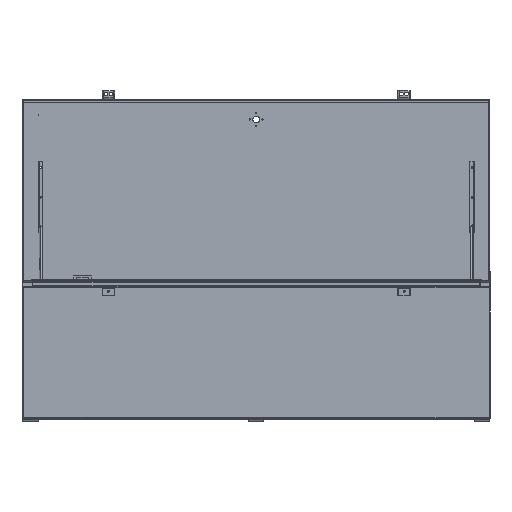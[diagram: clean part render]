
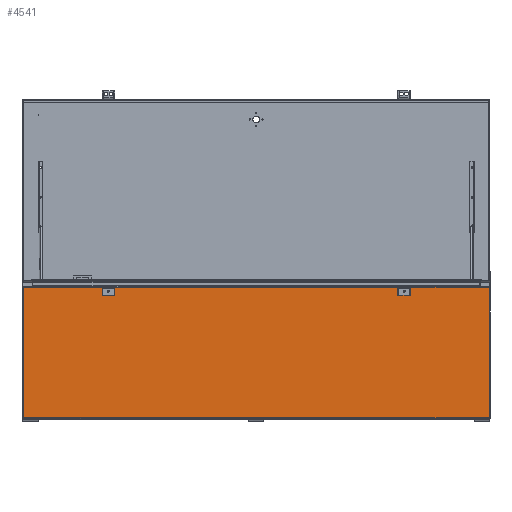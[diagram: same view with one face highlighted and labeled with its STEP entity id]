
A CAD part, front view. The second image highlights one B-rep face of the part: STEP entity #4541.
In plain terms, the highlighted free-form (B-spline) face has degree [1, 1] with [2, 2] control points.
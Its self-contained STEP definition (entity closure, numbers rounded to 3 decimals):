
#24 = VERTEX_POINT('',#25);
#25 = CARTESIAN_POINT('',(247.482,765.246,
    1236.454));
#30 = EDGE_CURVE('',#31,#24,#33,.T.);
#31 = VERTEX_POINT('',#32);
#32 = CARTESIAN_POINT('',(247.482,765.246,
    1243.417));
#33 = ( BOUNDED_CURVE() B_SPLINE_CURVE(2,(#34,#35,#36,#37,#38),
.UNSPECIFIED.,.F.,.F.) B_SPLINE_CURVE_WITH_KNOTS((3,2,3),(3.142,
4.712,6.283),.PIECEWISE_BEZIER_KNOTS.) CURVE() 
GEOMETRIC_REPRESENTATION_ITEM() RATIONAL_B_SPLINE_CURVE((1.,
0.707,1.,0.707,1.)) REPRESENTATION_ITEM('') );
#34 = CARTESIAN_POINT('',(247.482,765.246,
    1243.417));
#35 = CARTESIAN_POINT('',(244.,765.246,
    1243.417));
#36 = CARTESIAN_POINT('',(244.,765.246,
    1239.936));
#37 = CARTESIAN_POINT('',(244.,765.246,
    1236.454));
#38 = CARTESIAN_POINT('',(247.482,765.246,
    1236.454));
#72 = VERTEX_POINT('',#73);
#73 = CARTESIAN_POINT('',(1265.074,765.246,
    1236.454));
#78 = EDGE_CURVE('',#79,#72,#81,.T.);
#79 = VERTEX_POINT('',#80);
#80 = CARTESIAN_POINT('',(1265.074,765.246,
    1243.417));
#81 = ( BOUNDED_CURVE() B_SPLINE_CURVE(2,(#82,#83,#84,#85,#86),
.UNSPECIFIED.,.F.,.F.) B_SPLINE_CURVE_WITH_KNOTS((3,2,3),(0.,
1.571,3.142),.PIECEWISE_BEZIER_KNOTS.) CURVE() 
GEOMETRIC_REPRESENTATION_ITEM() RATIONAL_B_SPLINE_CURVE((1.,
0.707,1.,0.707,1.)) REPRESENTATION_ITEM('') );
#82 = CARTESIAN_POINT('',(1265.074,765.246,
    1243.417));
#83 = CARTESIAN_POINT('',(1261.593,765.246,
    1243.417));
#84 = CARTESIAN_POINT('',(1261.593,765.246,
    1239.936));
#85 = CARTESIAN_POINT('',(1261.593,765.246,
    1236.454));
#86 = CARTESIAN_POINT('',(1265.074,765.246,
    1236.454));
#2615 = EDGE_CURVE('',#2616,#2618,#2620,.T.);
#2616 = VERTEX_POINT('',#2617);
#2617 = CARTESIAN_POINT('',(1557.882,765.246,
    1252.682));
#2618 = VERTEX_POINT('',#2619);
#2619 = CARTESIAN_POINT('',(-45.326,765.246,
    1252.682));
#2620 = B_SPLINE_CURVE_WITH_KNOTS('',1,(#2621,#2622),.UNSPECIFIED.,.F.,
  .F.,(2,2),(-0.,1496.717),.PIECEWISE_BEZIER_KNOTS.);
#2621 = CARTESIAN_POINT('',(1557.882,765.246,
    1252.682));
#2622 = CARTESIAN_POINT('',(-45.326,765.246,
    1252.682));
#3434 = VERTEX_POINT('',#3435);
#3435 = CARTESIAN_POINT('',(-45.326,765.246,
    804.513));
#3440 = EDGE_CURVE('',#3434,#2618,#3441,.T.);
#3441 = B_SPLINE_CURVE_WITH_KNOTS('',1,(#3442,#3443),.UNSPECIFIED.,.F.,
  .F.,(2,2),(2.,420.4),.PIECEWISE_BEZIER_KNOTS.);
#3442 = CARTESIAN_POINT('',(-45.326,765.246,
    804.513));
#3443 = CARTESIAN_POINT('',(-45.326,765.246,
    1252.682));
#3527 = VERTEX_POINT('',#3528);
#3528 = CARTESIAN_POINT('',(1557.882,765.246,
    804.513));
#3549 = EDGE_CURVE('',#3527,#3434,#3550,.T.);
#3550 = B_SPLINE_CURVE_WITH_KNOTS('',1,(#3551,#3552),.UNSPECIFIED.,.F.,
  .F.,(2,2),(-1498.359,-1.641),
  .PIECEWISE_BEZIER_KNOTS.);
#3551 = CARTESIAN_POINT('',(1557.882,765.246,
    804.513));
#3552 = CARTESIAN_POINT('',(-45.326,765.246,
    804.513));
#4492 = EDGE_CURVE('',#3527,#2616,#4493,.T.);
#4493 = B_SPLINE_CURVE_WITH_KNOTS('',1,(#4494,#4495),.UNSPECIFIED.,.F.,
  .F.,(2,2),(2.,420.4),.PIECEWISE_BEZIER_KNOTS.);
#4494 = CARTESIAN_POINT('',(1557.882,765.246,
    804.513));
#4495 = CARTESIAN_POINT('',(1557.882,765.246,
    1252.682));
#4541 = ADVANCED_FACE('',(#4542,#4553,#4564),#4570,.F.);
#4542 = FACE_BOUND('',#4543,.T.);
#4543 = EDGE_LOOP('',(#4544,#4552));
#4544 = ORIENTED_EDGE('',*,*,#4545,.F.);
#4545 = EDGE_CURVE('',#24,#31,#4546,.T.);
#4546 = ( BOUNDED_CURVE() B_SPLINE_CURVE(2,(#4547,#4548,#4549,#4550,
#4551),.UNSPECIFIED.,.F.,.F.) B_SPLINE_CURVE_WITH_KNOTS((3,2,3),(0.,
1.571,3.142),.PIECEWISE_BEZIER_KNOTS.) CURVE() 
GEOMETRIC_REPRESENTATION_ITEM() RATIONAL_B_SPLINE_CURVE((1.,
0.707,1.,0.707,1.)) REPRESENTATION_ITEM('') );
#4547 = CARTESIAN_POINT('',(247.482,765.246,
    1236.454));
#4548 = CARTESIAN_POINT('',(250.963,765.246,
    1236.454));
#4549 = CARTESIAN_POINT('',(250.963,765.246,
    1239.936));
#4550 = CARTESIAN_POINT('',(250.963,765.246,
    1243.417));
#4551 = CARTESIAN_POINT('',(247.482,765.246,
    1243.417));
#4552 = ORIENTED_EDGE('',*,*,#30,.F.);
#4553 = FACE_BOUND('',#4554,.T.);
#4554 = EDGE_LOOP('',(#4555,#4563));
#4555 = ORIENTED_EDGE('',*,*,#4556,.F.);
#4556 = EDGE_CURVE('',#72,#79,#4557,.T.);
#4557 = ( BOUNDED_CURVE() B_SPLINE_CURVE(2,(#4558,#4559,#4560,#4561,
#4562),.UNSPECIFIED.,.F.,.F.) B_SPLINE_CURVE_WITH_KNOTS((3,2,3),(
    3.142,4.712,6.283),
.PIECEWISE_BEZIER_KNOTS.) CURVE() GEOMETRIC_REPRESENTATION_ITEM() 
RATIONAL_B_SPLINE_CURVE((1.,0.707,1.,0.707,1.)) 
REPRESENTATION_ITEM('') );
#4558 = CARTESIAN_POINT('',(1265.074,765.246,
    1236.454));
#4559 = CARTESIAN_POINT('',(1268.555,765.246,
    1236.454));
#4560 = CARTESIAN_POINT('',(1268.555,765.246,
    1239.936));
#4561 = CARTESIAN_POINT('',(1268.555,765.246,
    1243.417));
#4562 = CARTESIAN_POINT('',(1265.074,765.246,
    1243.417));
#4563 = ORIENTED_EDGE('',*,*,#78,.F.);
#4564 = FACE_BOUND('',#4565,.T.);
#4565 = EDGE_LOOP('',(#4566,#4567,#4568,#4569));
#4566 = ORIENTED_EDGE('',*,*,#2615,.T.);
#4567 = ORIENTED_EDGE('',*,*,#3440,.F.);
#4568 = ORIENTED_EDGE('',*,*,#3549,.F.);
#4569 = ORIENTED_EDGE('',*,*,#4492,.T.);
#4570 = B_SPLINE_SURFACE_WITH_KNOTS('',1,1,(
    (#4571,#4572)
    ,(#4573,#4574
    )),.UNSPECIFIED.,.F.,.F.,.F.,(2,2),(2,2),(2.,420.4),(
    -748.359,748.359),.PIECEWISE_BEZIER_KNOTS.);
#4571 = CARTESIAN_POINT('',(-45.326,765.246,
    804.513));
#4572 = CARTESIAN_POINT('',(1557.882,765.246,
    804.513));
#4573 = CARTESIAN_POINT('',(-45.326,765.246,
    1252.682));
#4574 = CARTESIAN_POINT('',(1557.882,765.246,
    1252.682));
